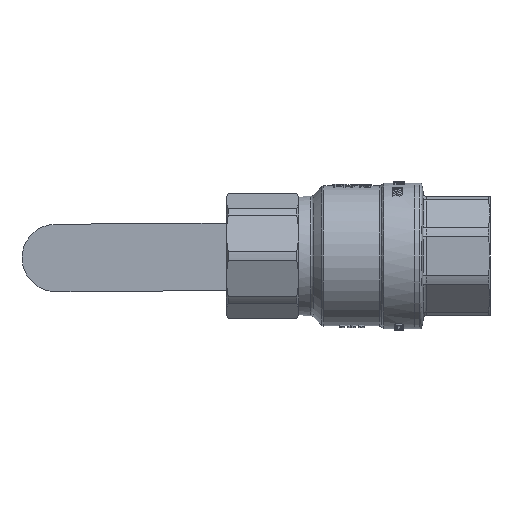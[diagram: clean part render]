
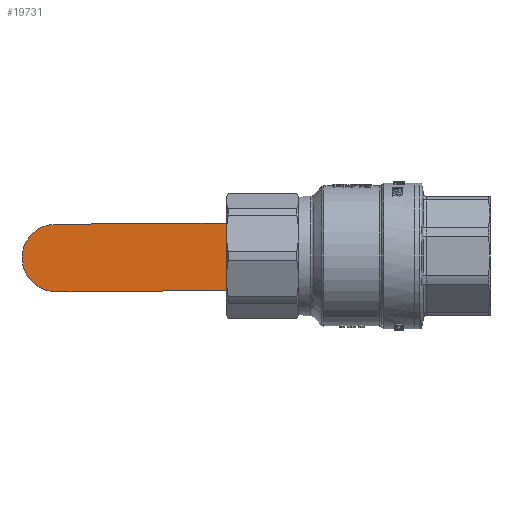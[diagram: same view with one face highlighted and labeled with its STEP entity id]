
A CAD part, front view. The second image highlights one B-rep face of the part: STEP entity #19731.
In plain terms, the highlighted planar face has unit normal (0, -1, 0).
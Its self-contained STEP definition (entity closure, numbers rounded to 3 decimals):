
#1058=PLANE('',#21261);
#2211=FACE_OUTER_BOUND('',#3361,.T.);
#3361=EDGE_LOOP('',(#17161,#17162,#17163,#17164));
#3819=CIRCLE('',#21262,10.75);
#6024=LINE('',#44774,#7451);
#6029=LINE('',#44788,#7456);
#6031=LINE('',#44792,#7458);
#7451=VECTOR('',#24976,10.);
#7456=VECTOR('',#24989,10.);
#7458=VECTOR('',#24995,10.);
#9175=VERTEX_POINT('',#44771);
#9176=VERTEX_POINT('',#44773);
#9180=VERTEX_POINT('',#44785);
#9181=VERTEX_POINT('',#44787);
#11861=EDGE_CURVE('',#9175,#9176,#6024,.T.);
#11868=EDGE_CURVE('',#9180,#9181,#6029,.T.);
#11871=EDGE_CURVE('',#9176,#9180,#6031,.T.);
#11873=EDGE_CURVE('',#9181,#9175,#3819,.F.);
#17161=ORIENTED_EDGE('',*,*,#11871,.F.);
#17162=ORIENTED_EDGE('',*,*,#11861,.F.);
#17163=ORIENTED_EDGE('',*,*,#11873,.F.);
#17164=ORIENTED_EDGE('',*,*,#11868,.F.);
#19731=ADVANCED_FACE('',(#2211),#1058,.T.);
#21261=AXIS2_PLACEMENT_3D('',#44794,#24997,#24998);
#21262=AXIS2_PLACEMENT_3D('',#44795,#24999,#25000);
#24976=DIRECTION('',(-1.,0.,0.));
#24989=DIRECTION('',(1.,0.,0.));
#24995=DIRECTION('',(0.,0.,1.));
#24997=DIRECTION('center_axis',(0.,-1.,0.));
#24998=DIRECTION('ref_axis',(1.,0.,0.));
#24999=DIRECTION('center_axis',(0.,-1.,0.));
#25000=DIRECTION('ref_axis',(0.707,0.,0.707));
#44771=CARTESIAN_POINT('',(96.25,16.,-10.75));
#44773=CARTESIAN_POINT('',(35.814,16.,-10.75));
#44774=CARTESIAN_POINT('',(43.121,16.,-10.75));
#44785=CARTESIAN_POINT('',(35.814,16.,10.75));
#44787=CARTESIAN_POINT('',(96.25,16.,10.75));
#44788=CARTESIAN_POINT('',(43.121,16.,10.75));
#44792=CARTESIAN_POINT('',(35.814,16.,0.));
#44794=CARTESIAN_POINT('Origin',(33.743,16.,0.));
#44795=CARTESIAN_POINT('Origin',(96.25,16.,0.));
